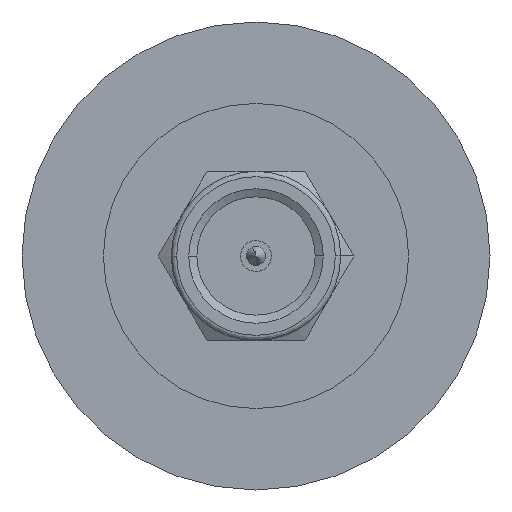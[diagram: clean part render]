
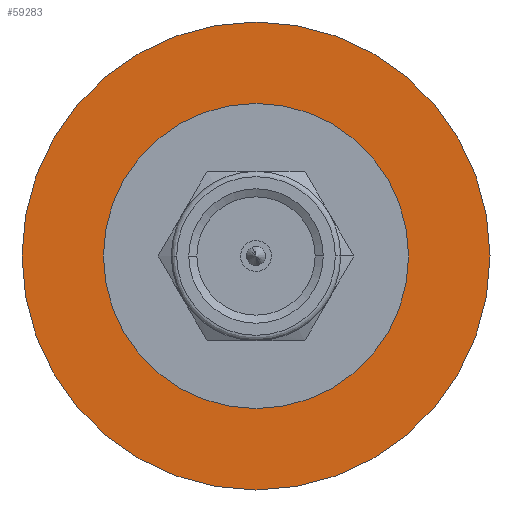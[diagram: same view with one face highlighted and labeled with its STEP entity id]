
A CAD part, left-side view. The second image highlights one B-rep face of the part: STEP entity #59283.
In plain terms, the highlighted face is planar.
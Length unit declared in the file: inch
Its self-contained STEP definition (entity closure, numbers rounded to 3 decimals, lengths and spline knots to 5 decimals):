
#3512 = VERTEX_POINT ( 'NONE', #62434 ) ;
#7485 = CARTESIAN_POINT ( 'NONE',  ( -0.28364, 0., 0.14182 ) ) ;
#7977 = DIRECTION ( 'NONE',  ( 0., 0., 1. ) ) ;
#9497 = AXIS2_PLACEMENT_3D ( 'NONE', #37084, #87220, #59479 ) ;
#13141 = DIRECTION ( 'NONE',  ( 1., 0., 0. ) ) ;
#17046 = FACE_OUTER_BOUND ( 'NONE', #36133, .T. ) ;
#17594 = CARTESIAN_POINT ( 'NONE',  ( 0., 0., 0.14182 ) ) ;
#21328 = EDGE_CURVE ( 'NONE', #3512, #32875, #63776, .T. ) ;
#22670 = DIRECTION ( 'NONE',  ( 0., 0., -1. ) ) ;
#23207 = DIRECTION ( 'NONE',  ( 1., 0., 0. ) ) ;
#23394 = AXIS2_PLACEMENT_3D ( 'NONE', #63668, #7977, #13141 ) ;
#26538 = AXIS2_PLACEMENT_3D ( 'NONE', #86884, #22670, #51693 ) ;
#27309 = ORIENTED_EDGE ( 'NONE', *, *, #52900, .F. ) ;
#28161 = CARTESIAN_POINT ( 'NONE',  ( 0.28364, 0., 0.14182 ) ) ;
#29722 = ORIENTED_EDGE ( 'NONE', *, *, #36353, .F. ) ;
#32604 = ORIENTED_EDGE ( 'NONE', *, *, #21328, .T. ) ;
#32875 = VERTEX_POINT ( 'NONE', #47981 ) ;
#35558 = DIRECTION ( 'NONE',  ( 1., 0., 0. ) ) ;
#36019 = DIRECTION ( 'NONE',  ( 0., 0., 1. ) ) ;
#36133 = EDGE_LOOP ( 'NONE', ( #48915, #32604 ) ) ;
#36353 = EDGE_CURVE ( 'NONE', #72623, #85214, #51017, .T. ) ;
#37084 = CARTESIAN_POINT ( 'NONE',  ( 0., 0., 0.14182 ) ) ;
#37660 = EDGE_CURVE ( 'NONE', #32875, #3512, #45308, .T. ) ;
#45308 = CIRCLE ( 'NONE', #9497, 0.435 ) ;
#47981 = CARTESIAN_POINT ( 'NONE',  ( 0.435, 0., 0.14182 ) ) ;
#48915 = ORIENTED_EDGE ( 'NONE', *, *, #37660, .T. ) ;
#50781 = FACE_BOUND ( 'NONE', #62152, .T. ) ;
#51017 = CIRCLE ( 'NONE', #62954, 0.28364 ) ;
#51693 = DIRECTION ( 'NONE',  ( -1., 0., 0. ) ) ;
#52900 = EDGE_CURVE ( 'NONE', #85214, #72623, #75701, .T. ) ;
#54746 = AXIS2_PLACEMENT_3D ( 'NONE', #84781, #36019, #35558 ) ;
#59283 = ADVANCED_FACE ( 'NONE', ( #50781, #17046 ), #87808, .F. ) ;
#59479 = DIRECTION ( 'NONE',  ( 1., 0., 0. ) ) ;
#62152 = EDGE_LOOP ( 'NONE', ( #27309, #29722 ) ) ;
#62434 = CARTESIAN_POINT ( 'NONE',  ( -0.435, 0., 0.14182 ) ) ;
#62954 = AXIS2_PLACEMENT_3D ( 'NONE', #17594, #78649, #23207 ) ;
#63668 = CARTESIAN_POINT ( 'NONE',  ( 0., 0., 0.14182 ) ) ;
#63776 = CIRCLE ( 'NONE', #23394, 0.435 ) ;
#72623 = VERTEX_POINT ( 'NONE', #7485 ) ;
#75701 = CIRCLE ( 'NONE', #54746, 0.28364 ) ;
#78649 = DIRECTION ( 'NONE',  ( 0., 0., 1. ) ) ;
#84781 = CARTESIAN_POINT ( 'NONE',  ( 0., 0., 0.14182 ) ) ;
#85214 = VERTEX_POINT ( 'NONE', #28161 ) ;
#86884 = CARTESIAN_POINT ( 'NONE',  ( 0., 0.28364, 0.14182 ) ) ;
#87220 = DIRECTION ( 'NONE',  ( 0., 0., 1. ) ) ;
#87808 = PLANE ( 'NONE',  #26538 ) ;
